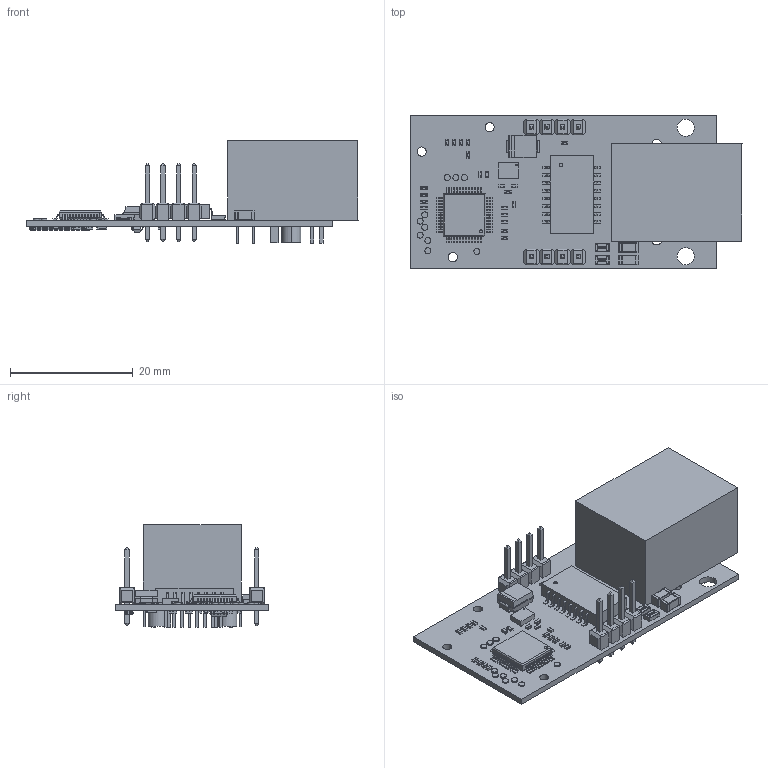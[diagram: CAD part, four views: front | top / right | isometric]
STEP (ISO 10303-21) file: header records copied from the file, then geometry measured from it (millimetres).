
FILE_DESCRIPTION(/* description */ ('PCB Design'),/* implementation_level */ '2;1');
FILE_NAME(/* name */ 'RAK13800_VB_2022_0330_1_3D',/* time_stamp */ '2022-03-30T20:26:36+08:00',/* author */ (''),/* organization */ (''),/* preprocessor_version */ 'ST-DEVELOPER v16',/* originating_system */ 'allegro_17.4S012',/* authorisation */ '');
FILE_SCHEMA (('AUTOMOTIVE_DESIGN { 1 0 10303 214 3 1 1 }'));
Products named in the file (40): RAK13800_VB_2022_0330_1_3D; BOARD_OUTLINE; COMPONENTS; BTB40_2X20_4MM_M; TEST_POINT; PH254-115-04; SD1710; SR0805; SR0603; SL0402; SC1206; S0SC4-0302; STFM16-50-285; LQFP-48; MJ12-LYRG-1; SOT23-6A; SC0402; SR0402; BTB40-2X20-4MM-M; TEST-POINT-SM; pin; User Library-1x4 TH Pitch 2_54mm; holder; User Library-DO-214AA_SMB; User Library-RES_2013-0805; User Library-Rchip; User Library-res0402-1; CAP-SM-MLCC-1206[3216]; User Library-XTAL-3.2x2.5; User Library-H1651CG; User Library-Quad50M48; User Library-RMS-001L-08A0-GY_SignalPin; User Library-RMS-001L-08A0-GY_MechPin; User Library-RMS-001L-08A0-GY_CasePin; User Library-RMS-001L-08A0-GY_body; User Library-RMS-001L-08A0-GY_LEDpin; User Library-RJ45-LED; User Library-SOT-23-6; CAP-SM-MLCC-0402[1005]; RES-SM-CHIP
Assembly tree (98 placements, depth 5):
  RAK13800_VB_2022_0330_1_3D
    BOARD_OUTLINE
    COMPONENTS
      BTB40_2X20_4MM_M
        BTB40-2X20-4MM-M
      TEST_POINT  x10
        TEST-POINT-SM
      PH254-115-04  x2
        User Library-1x4 TH Pitch 2_54mm
          holder
          pin  x4
      SD1710
        User Library-DO-214AA_SMB
      SR0805  x2
        User Library-RES_2013-0805
      SR0603
        User Library-Rchip
      SL0402  x3
        User Library-res0402-1
      SC1206  x2
        CAP-SM-MLCC-1206[3216]
      S0SC4-0302
        User Library-XTAL-3.2x2.5
      STFM16-50-285
        User Library-H1651CG
      LQFP-48
        User Library-Quad50M48
      MJ12-LYRG-1
        User Library-RJ45-LED
          User Library-RMS-001L-08A0-GY_body
          User Library-RMS-001L-08A0-GY_CasePin  x2
          User Library-RMS-001L-08A0-GY_MechPin  x2
          User Library-RMS-001L-08A0-GY_LEDpin  x4
          User Library-RMS-001L-08A0-GY_SignalPin  x8
      SOT23-6A
        User Library-SOT-23-6
      SC0402  x14
        CAP-SM-MLCC-0402[1005]
      SR0402  x18
        RES-SM-CHIP
Bounding box: 54.21 x 25 x 16.8 mm (x, y, z)
Volume: 3979.5 mm3; surface area: 6457.8 mm2
Topology: 92 solids, 93 shells, 5325 faces, 13188 edges, 7965 vertices
Faces by surface type: plane 2937, cylinder 1633, torus 432, bspline 323
Full cylindrical faces by diameter (mm): 0.15 x1, 0.2 x1, 1 x10
Entity records: 110250 total; most frequent: CARTESIAN_POINT 22120, ORIENTED_EDGE 14556, DIRECTION 13513, EDGE_CURVE 7308, VECTOR 5694, LINE 5694, VERTEX_POINT 4716, AXIS2_PLACEMENT_3D 4164
